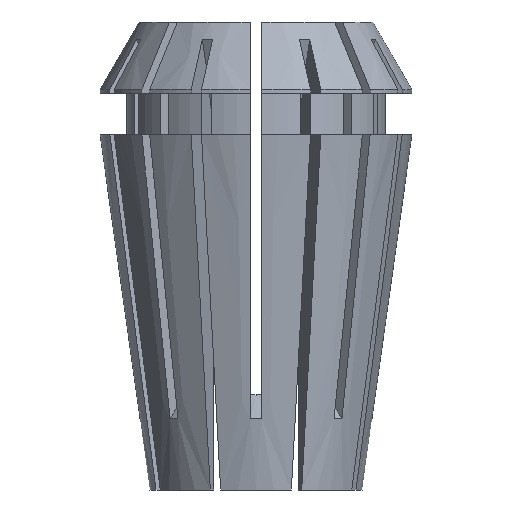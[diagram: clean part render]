
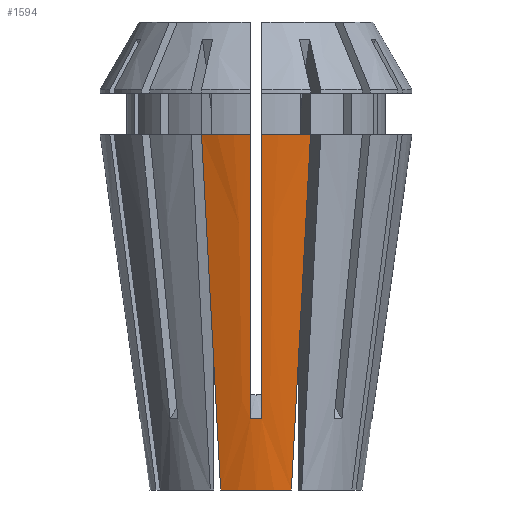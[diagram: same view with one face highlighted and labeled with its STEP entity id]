
A CAD part, left-side view. The second image highlights one B-rep face of the part: STEP entity #1594.
In plain terms, the highlighted conical face has half-angle 8 degrees and reference radius 7.141 mm.
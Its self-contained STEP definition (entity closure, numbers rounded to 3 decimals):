
#15 = CARTESIAN_POINT ( 'NONE',  ( -7.808, -0.375, 4.808 ) ) ;
#52 = CIRCLE ( 'NONE', #1667, 7.141 ) ;
#75 = CARTESIAN_POINT ( 'NONE',  ( -9.417, -0.375, 16.241 ) ) ;
#118 = CARTESIAN_POINT ( 'NONE',  ( -10.494, 0.375, 23.9 ) ) ;
#133 = DIRECTION ( 'NONE',  ( -1., 0., 0. ) ) ;
#134 = CARTESIAN_POINT ( 'NONE',  ( -10.135, -0.375, 21.347 ) ) ;
#197 = FACE_OUTER_BOUND ( 'NONE', #1525, .T. ) ;
#301 = EDGE_CURVE ( 'NONE', #5325, #4140, #4324, .T. ) ;
#338 = DIRECTION ( 'NONE',  ( -1., 0., 0. ) ) ;
#343 = CARTESIAN_POINT ( 'NONE',  ( -7.221, 2.585, 3.763 ) ) ;
#363 = VERTEX_POINT ( 'NONE', #1200 ) ;
#501 = AXIS2_PLACEMENT_3D ( 'NONE', #4260, #4369, #133 ) ;
#642 = VERTEX_POINT ( 'NONE', #3923 ) ;
#654 = ORIENTED_EDGE ( 'NONE', *, *, #1206, .T. ) ;
#711 = CARTESIAN_POINT ( 'NONE',  ( -9.838, 3.669, 23.9 ) ) ;
#780 = CARTESIAN_POINT ( 'NONE',  ( -8.257, -3.014, 11.73 ) ) ;
#843 = EDGE_CURVE ( 'NONE', #642, #4140, #52, .T. ) ;
#884 = VERTEX_POINT ( 'NONE', #1156 ) ;
#904 = CARTESIAN_POINT ( 'NONE',  ( -8.344, 0.375, 8.619 ) ) ;
#950 = B_SPLINE_CURVE_WITH_KNOTS ( 'NONE', 3,
 ( #4239, #134, #3014, #75, #3451, #2804, #15 ),
 .UNSPECIFIED., .F., .F.,
 ( 4, 3, 4 ),
 ( 0.043, 0.051, 0.063 ),
 .UNSPECIFIED. ) ;
#1048 = CARTESIAN_POINT ( 'NONE',  ( 0., 0., 0. ) ) ;
#1081 = B_SPLINE_CURVE_WITH_KNOTS ( 'NONE', 3,
 ( #4872, #4454, #780, #2541, #1748, #2528, #1796 ),
 .UNSPECIFIED., .F., .F.,
 ( 4, 3, 4 ),
 ( 0., 0.018, 0.024 ),
 .UNSPECIFIED. ) ;
#1126 = CARTESIAN_POINT ( 'NONE',  ( -7.466, 2.687, 5.645 ) ) ;
#1146 = CARTESIAN_POINT ( 'NONE',  ( -9.048, 3.342, 17.815 ) ) ;
#1156 = CARTESIAN_POINT ( 'NONE',  ( -7.808, 0.375, 4.808 ) ) ;
#1200 = CARTESIAN_POINT ( 'NONE',  ( -10.494, 0.375, 23.9 ) ) ;
#1206 = EDGE_CURVE ( 'NONE', #363, #5325, #4452, .T. ) ;
#1333 = CARTESIAN_POINT ( 'NONE',  ( -10.494, -0.375, 23.9 ) ) ;
#1336 = VERTEX_POINT ( 'NONE', #4888 ) ;
#1340 = CARTESIAN_POINT ( 'NONE',  ( -7.808, 0.375, 4.808 ) ) ;
#1341 = EDGE_CURVE ( 'NONE', #1336, #642, #1081, .T. ) ;
#1461 = CARTESIAN_POINT ( 'NONE',  ( -9.838, 3.669, 23.9 ) ) ;
#1467 = DIRECTION ( 'NONE',  ( 1., 0., 0. ) ) ;
#1515 = DIRECTION ( 'NONE',  ( 0., 0., -1. ) ) ;
#1525 = EDGE_LOOP ( 'NONE', ( #654, #2287, #4219, #5035, #2741, #1929, #2105, #2778 ) ) ;
#1594 = ADVANCED_FACE ( 'NONE', ( #197 ), #3997, .T. ) ;
#1638 = DIRECTION ( 'NONE',  ( 0., 0., -1. ) ) ;
#1667 = AXIS2_PLACEMENT_3D ( 'NONE', #3273, #1638, #338 ) ;
#1748 = CARTESIAN_POINT ( 'NONE',  ( -7.221, -2.585, 3.763 ) ) ;
#1774 = B_SPLINE_CURVE_WITH_KNOTS ( 'NONE', 3,
 ( #118, #2509, #4626, #3386, #4209, #904, #1340 ),
 .UNSPECIFIED., .F., .F.,
 ( 4, 3, 4 ),
 ( 0.043, 0.051, 0.063 ),
 .UNSPECIFIED. ) ;
#1796 = CARTESIAN_POINT ( 'NONE',  ( -6.732, -2.383, 0. ) ) ;
#1803 = CARTESIAN_POINT ( 'NONE',  ( -6.732, 2.383, 0. ) ) ;
#1898 = CARTESIAN_POINT ( 'NONE',  ( -7.808, -0.375, 4.808 ) ) ;
#1929 = ORIENTED_EDGE ( 'NONE', *, *, #3598, .T. ) ;
#2035 = CARTESIAN_POINT ( 'NONE',  ( -7.808, -0.375, 4.808 ) ) ;
#2105 = ORIENTED_EDGE ( 'NONE', *, *, #4741, .F. ) ;
#2173 = CIRCLE ( 'NONE', #501, 10.5 ) ;
#2287 = ORIENTED_EDGE ( 'NONE', *, *, #301, .T. ) ;
#2456 = CARTESIAN_POINT ( 'NONE',  ( -7.818, 0.125, 4.796 ) ) ;
#2509 = CARTESIAN_POINT ( 'NONE',  ( -10.135, 0.375, 21.347 ) ) ;
#2528 = CARTESIAN_POINT ( 'NONE',  ( -6.977, -2.484, 1.882 ) ) ;
#2541 = CARTESIAN_POINT ( 'NONE',  ( -7.466, -2.687, 5.645 ) ) ;
#2741 = ORIENTED_EDGE ( 'NONE', *, *, #4188, .T. ) ;
#2778 = ORIENTED_EDGE ( 'NONE', *, *, #4772, .F. ) ;
#2804 = CARTESIAN_POINT ( 'NONE',  ( -8.344, -0.375, 8.619 ) ) ;
#2826 = CARTESIAN_POINT ( 'NONE',  ( -6.977, 2.484, 1.882 ) ) ;
#2893 = VERTEX_POINT ( 'NONE', #1898 ) ;
#2957 = B_SPLINE_CURVE_WITH_KNOTS ( 'NONE', 3,
 ( #3280, #2456, #5302, #2035 ),
 .UNSPECIFIED., .F., .F.,
 ( 4, 4 ),
 ( 0., 0.001 ),
 .UNSPECIFIED. ) ;
#3014 = CARTESIAN_POINT ( 'NONE',  ( -9.776, -0.375, 18.794 ) ) ;
#3190 = CARTESIAN_POINT ( 'NONE',  ( -8.257, 3.014, 11.73 ) ) ;
#3273 = CARTESIAN_POINT ( 'NONE',  ( 0., 0., 0. ) ) ;
#3280 = CARTESIAN_POINT ( 'NONE',  ( -7.808, 0.375, 4.808 ) ) ;
#3386 = CARTESIAN_POINT ( 'NONE',  ( -9.417, 0.375, 16.241 ) ) ;
#3451 = CARTESIAN_POINT ( 'NONE',  ( -8.88, -0.375, 12.43 ) ) ;
#3598 = EDGE_CURVE ( 'NONE', #4112, #2893, #950, .T. ) ;
#3923 = CARTESIAN_POINT ( 'NONE',  ( -6.732, -2.383, 0. ) ) ;
#3997 = CONICAL_SURFACE ( 'NONE', #4549, 7.141, 0.14 ) ;
#4112 = VERTEX_POINT ( 'NONE', #1333 ) ;
#4140 = VERTEX_POINT ( 'NONE', #1803 ) ;
#4188 = EDGE_CURVE ( 'NONE', #1336, #4112, #2173, .T. ) ;
#4209 = CARTESIAN_POINT ( 'NONE',  ( -8.88, 0.375, 12.43 ) ) ;
#4219 = ORIENTED_EDGE ( 'NONE', *, *, #843, .F. ) ;
#4239 = CARTESIAN_POINT ( 'NONE',  ( -10.494, -0.375, 23.9 ) ) ;
#4260 = CARTESIAN_POINT ( 'NONE',  ( 0., 0., 23.9 ) ) ;
#4324 = B_SPLINE_CURVE_WITH_KNOTS ( 'NONE', 3,
 ( #711, #1146, #3190, #1126, #343, #2826, #4838 ),
 .UNSPECIFIED., .F., .F.,
 ( 4, 3, 4 ),
 ( 0., 0.018, 0.024 ),
 .UNSPECIFIED. ) ;
#4369 = DIRECTION ( 'NONE',  ( 0., 0., -1. ) ) ;
#4384 = DIRECTION ( 'NONE',  ( -1., 0., 0. ) ) ;
#4452 = CIRCLE ( 'NONE', #4932, 10.5 ) ;
#4454 = CARTESIAN_POINT ( 'NONE',  ( -9.048, -3.342, 17.815 ) ) ;
#4549 = AXIS2_PLACEMENT_3D ( 'NONE', #1048, #5125, #1467 ) ;
#4626 = CARTESIAN_POINT ( 'NONE',  ( -9.776, 0.375, 18.794 ) ) ;
#4741 = EDGE_CURVE ( 'NONE', #884, #2893, #2957, .T. ) ;
#4772 = EDGE_CURVE ( 'NONE', #363, #884, #1774, .T. ) ;
#4838 = CARTESIAN_POINT ( 'NONE',  ( -6.732, 2.383, 0. ) ) ;
#4872 = CARTESIAN_POINT ( 'NONE',  ( -9.838, -3.669, 23.9 ) ) ;
#4888 = CARTESIAN_POINT ( 'NONE',  ( -9.838, -3.669, 23.9 ) ) ;
#4932 = AXIS2_PLACEMENT_3D ( 'NONE', #5185, #1515, #4384 ) ;
#5035 = ORIENTED_EDGE ( 'NONE', *, *, #1341, .F. ) ;
#5125 = DIRECTION ( 'NONE',  ( 0., 0., 1. ) ) ;
#5185 = CARTESIAN_POINT ( 'NONE',  ( 0., 0., 23.9 ) ) ;
#5302 = CARTESIAN_POINT ( 'NONE',  ( -7.818, -0.125, 4.796 ) ) ;
#5325 = VERTEX_POINT ( 'NONE', #1461 ) ;
